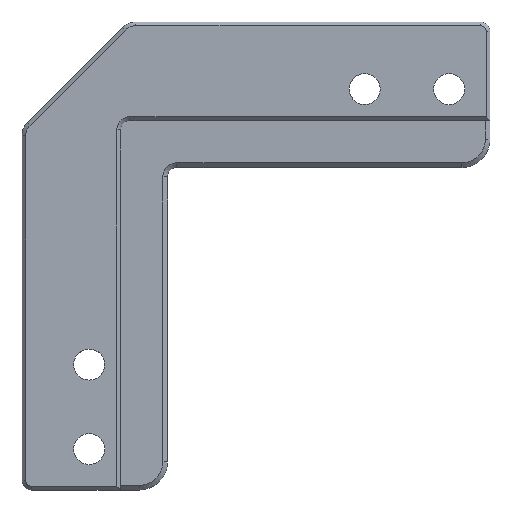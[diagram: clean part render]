
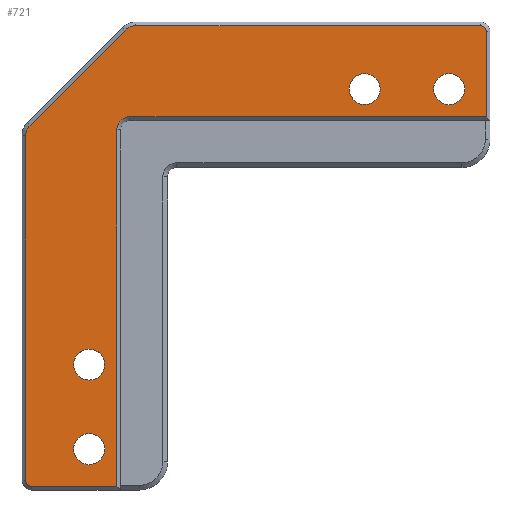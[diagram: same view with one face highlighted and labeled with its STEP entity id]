
A CAD part, top view. The second image highlights one B-rep face of the part: STEP entity #721.
In plain terms, the highlighted planar face has unit normal (0, 0, 1).
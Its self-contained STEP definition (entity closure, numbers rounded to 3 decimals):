
#27=FACE_BOUND('',#106,.T.);
#28=FACE_BOUND('',#107,.T.);
#29=FACE_BOUND('',#108,.T.);
#30=FACE_BOUND('',#109,.T.);
#37=PLANE('',#770);
#62=FACE_OUTER_BOUND('',#105,.T.);
#105=EDGE_LOOP('',(#515,#516,#517,#518,#519,#520,#521,#522,#523,#524,#525,
#526));
#106=EDGE_LOOP('',(#527));
#107=EDGE_LOOP('',(#528));
#108=EDGE_LOOP('',(#529));
#109=EDGE_LOOP('',(#530));
#153=CIRCLE('',#764,1.6);
#154=CIRCLE('',#767,1.6);
#156=CIRCLE('',#771,0.6);
#157=CIRCLE('',#772,1.4);
#158=CIRCLE('',#773,0.6);
#159=CIRCLE('',#774,1.65);
#160=CIRCLE('',#775,1.65);
#161=CIRCLE('',#776,1.65);
#162=CIRCLE('',#777,1.65);
#187=LINE('',#1076,#260);
#190=LINE('',#1086,#263);
#193=LINE('',#1092,#266);
#194=LINE('',#1096,#267);
#195=LINE('',#1098,#268);
#196=LINE('',#1102,#269);
#197=LINE('',#1104,#270);
#260=VECTOR('',#850,10.);
#263=VECTOR('',#861,10.);
#266=VECTOR('',#866,10.);
#267=VECTOR('',#869,10.);
#268=VECTOR('',#870,10.);
#269=VECTOR('',#873,10.);
#270=VECTOR('',#874,10.);
#331=VERTEX_POINT('',#1065);
#333=VERTEX_POINT('',#1069);
#335=VERTEX_POINT('',#1074);
#336=VERTEX_POINT('',#1079);
#338=VERTEX_POINT('',#1085);
#340=VERTEX_POINT('',#1091);
#341=VERTEX_POINT('',#1093);
#342=VERTEX_POINT('',#1095);
#343=VERTEX_POINT('',#1097);
#344=VERTEX_POINT('',#1099);
#345=VERTEX_POINT('',#1101);
#346=VERTEX_POINT('',#1103);
#347=VERTEX_POINT('',#1106);
#348=VERTEX_POINT('',#1108);
#349=VERTEX_POINT('',#1110);
#350=VERTEX_POINT('',#1112);
#397=EDGE_CURVE('',#333,#331,#153,.T.);
#399=EDGE_CURVE('',#335,#333,#187,.T.);
#402=EDGE_CURVE('',#336,#335,#154,.T.);
#404=EDGE_CURVE('',#331,#338,#190,.T.);
#407=EDGE_CURVE('',#340,#336,#193,.T.);
#408=EDGE_CURVE('',#341,#340,#156,.T.);
#409=EDGE_CURVE('',#342,#341,#194,.T.);
#410=EDGE_CURVE('',#343,#342,#195,.T.);
#411=EDGE_CURVE('',#344,#343,#157,.T.);
#412=EDGE_CURVE('',#345,#344,#196,.T.);
#413=EDGE_CURVE('',#346,#345,#197,.T.);
#414=EDGE_CURVE('',#338,#346,#158,.T.);
#415=EDGE_CURVE('',#347,#347,#159,.T.);
#416=EDGE_CURVE('',#348,#348,#160,.T.);
#417=EDGE_CURVE('',#349,#349,#161,.T.);
#418=EDGE_CURVE('',#350,#350,#162,.T.);
#515=ORIENTED_EDGE('',*,*,#397,.F.);
#516=ORIENTED_EDGE('',*,*,#399,.F.);
#517=ORIENTED_EDGE('',*,*,#402,.F.);
#518=ORIENTED_EDGE('',*,*,#407,.F.);
#519=ORIENTED_EDGE('',*,*,#408,.F.);
#520=ORIENTED_EDGE('',*,*,#409,.F.);
#521=ORIENTED_EDGE('',*,*,#410,.F.);
#522=ORIENTED_EDGE('',*,*,#411,.F.);
#523=ORIENTED_EDGE('',*,*,#412,.F.);
#524=ORIENTED_EDGE('',*,*,#413,.F.);
#525=ORIENTED_EDGE('',*,*,#414,.F.);
#526=ORIENTED_EDGE('',*,*,#404,.F.);
#527=ORIENTED_EDGE('',*,*,#415,.F.);
#528=ORIENTED_EDGE('',*,*,#416,.F.);
#529=ORIENTED_EDGE('',*,*,#417,.F.);
#530=ORIENTED_EDGE('',*,*,#418,.F.);
#721=ADVANCED_FACE('',(#62,#27,#28,#29,#30),#37,.T.);
#764=AXIS2_PLACEMENT_3D('',#1071,#845,#846);
#767=AXIS2_PLACEMENT_3D('',#1082,#855,#856);
#770=AXIS2_PLACEMENT_3D('',#1090,#864,#865);
#771=AXIS2_PLACEMENT_3D('',#1094,#867,#868);
#772=AXIS2_PLACEMENT_3D('',#1100,#871,#872);
#773=AXIS2_PLACEMENT_3D('',#1105,#875,#876);
#774=AXIS2_PLACEMENT_3D('',#1107,#877,#878);
#775=AXIS2_PLACEMENT_3D('',#1109,#879,#880);
#776=AXIS2_PLACEMENT_3D('',#1111,#881,#882);
#777=AXIS2_PLACEMENT_3D('',#1113,#883,#884);
#845=DIRECTION('center_axis',(0.,0.,-1.));
#846=DIRECTION('ref_axis',(-0.383,0.924,0.));
#850=DIRECTION('',(0.707,0.707,0.));
#855=DIRECTION('center_axis',(0.,0.,-1.));
#856=DIRECTION('ref_axis',(-0.924,0.383,0.));
#861=DIRECTION('',(1.,0.,0.));
#864=DIRECTION('center_axis',(0.,0.,1.));
#865=DIRECTION('ref_axis',(-1.,0.,0.));
#866=DIRECTION('',(0.,1.,0.));
#867=DIRECTION('center_axis',(0.,0.,-1.));
#868=DIRECTION('ref_axis',(-0.707,-0.707,0.));
#869=DIRECTION('',(-1.,0.,0.));
#870=DIRECTION('',(0.,-1.,0.));
#871=DIRECTION('center_axis',(0.,0.,1.));
#872=DIRECTION('ref_axis',(-0.707,0.707,0.));
#873=DIRECTION('',(-1.,0.,0.));
#874=DIRECTION('',(0.,-1.,0.));
#875=DIRECTION('center_axis',(0.,0.,-1.));
#876=DIRECTION('ref_axis',(0.707,0.707,0.));
#877=DIRECTION('center_axis',(0.,0.,1.));
#878=DIRECTION('ref_axis',(-1.,0.,0.));
#879=DIRECTION('center_axis',(0.,0.,1.));
#880=DIRECTION('ref_axis',(-1.,0.,0.));
#881=DIRECTION('center_axis',(0.,0.,1.));
#882=DIRECTION('ref_axis',(-1.,0.,0.));
#883=DIRECTION('center_axis',(0.,0.,1.));
#884=DIRECTION('ref_axis',(-1.,0.,0.));
#1065=CARTESIAN_POINT('',(-139.379,151.1,56.));
#1069=CARTESIAN_POINT('',(-140.51,150.631,56.));
#1071=CARTESIAN_POINT('Origin',(-139.379,149.5,56.));
#1074=CARTESIAN_POINT('',(-150.631,140.51,56.));
#1076=CARTESIAN_POINT('',(-142.894,148.247,56.));
#1079=CARTESIAN_POINT('',(-151.1,139.379,56.));
#1082=CARTESIAN_POINT('Origin',(-149.5,139.379,56.));
#1085=CARTESIAN_POINT('',(-102.65,151.1,56.));
#1086=CARTESIAN_POINT('',(-133.288,151.1,56.));
#1090=CARTESIAN_POINT('Origin',(-126.575,126.575,56.));
#1091=CARTESIAN_POINT('',(-151.1,102.65,56.));
#1092=CARTESIAN_POINT('',(-151.1,114.113,56.));
#1093=CARTESIAN_POINT('',(-150.5,102.05,56.));
#1094=CARTESIAN_POINT('Origin',(-150.5,102.65,56.));
#1095=CARTESIAN_POINT('',(-141.4,102.05,56.));
#1096=CARTESIAN_POINT('',(-133.788,102.05,56.));
#1097=CARTESIAN_POINT('',(-141.4,140.,56.));
#1098=CARTESIAN_POINT('',(-141.4,133.288,56.));
#1099=CARTESIAN_POINT('',(-140.,141.4,56.));
#1100=CARTESIAN_POINT('Origin',(-140.,140.,56.));
#1101=CARTESIAN_POINT('',(-102.05,141.4,56.));
#1102=CARTESIAN_POINT('',(-114.113,141.4,56.));
#1103=CARTESIAN_POINT('',(-102.05,150.5,56.));
#1104=CARTESIAN_POINT('',(-102.05,139.038,56.));
#1105=CARTESIAN_POINT('Origin',(-102.65,150.5,56.));
#1106=CARTESIAN_POINT('',(-104.35,144.35,56.));
#1107=CARTESIAN_POINT('Origin',(-106.,144.35,56.));
#1108=CARTESIAN_POINT('',(-113.35,144.35,56.));
#1109=CARTESIAN_POINT('Origin',(-115.,144.35,56.));
#1110=CARTESIAN_POINT('',(-142.7,115.,56.));
#1111=CARTESIAN_POINT('Origin',(-144.35,115.,56.));
#1112=CARTESIAN_POINT('',(-142.7,106.,56.));
#1113=CARTESIAN_POINT('Origin',(-144.35,106.,56.));
